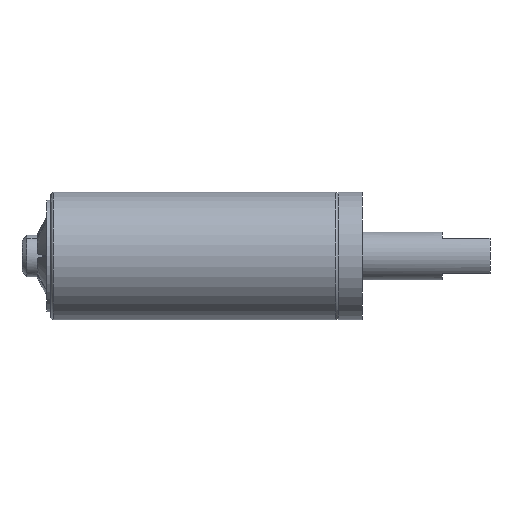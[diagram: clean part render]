
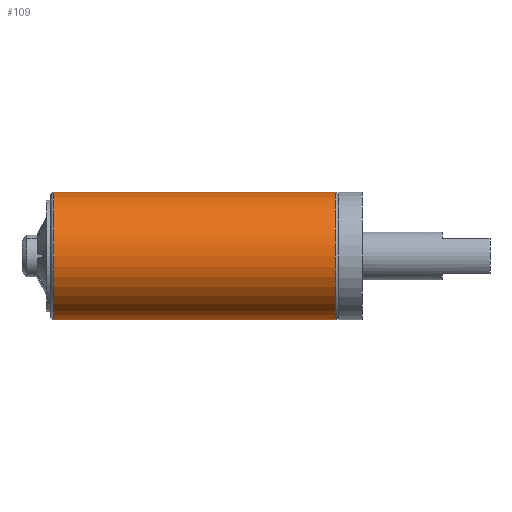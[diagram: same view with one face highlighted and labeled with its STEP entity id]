
A CAD part, front view. The second image highlights one B-rep face of the part: STEP entity #109.
In plain terms, the highlighted cylindrical face has radius 4 mm (diameter 8 mm), a partial arc.
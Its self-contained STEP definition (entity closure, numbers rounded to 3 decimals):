
#109=ADVANCED_FACE('',(#883),#882,.T.);
#882=CYLINDRICAL_SURFACE('',#2047,4.);
#883=FACE_OUTER_BOUND('',#2048,.T.);
#2044=CARTESIAN_POINT('',(0.,0.,0.));
#2045=DIRECTION('',(-1.,0.,0.));
#2046=DIRECTION('',(0.,1.,0.009));
#2047=AXIS2_PLACEMENT_3D('',#2044,#2045,#2046);
#2048=EDGE_LOOP('',(#3095,#3096,#3097,#3098));
#3095=ORIENTED_EDGE('',*,*,#3778,.F.);
#3096=ORIENTED_EDGE('',*,*,#3779,.F.);
#3097=ORIENTED_EDGE('',*,*,#3780,.F.);
#3098=ORIENTED_EDGE('',*,*,#3776,.F.);
#3776=EDGE_CURVE('',#5449,#5456,#5457,.T.);
#3778=EDGE_CURVE('',#5469,#5449,#5470,.T.);
#3779=EDGE_CURVE('',#5476,#5469,#5477,.T.);
#3780=EDGE_CURVE('',#5456,#5476,#5483,.T.);
#5449=VERTEX_POINT('',#7605);
#5456=VERTEX_POINT('',#7610);
#5457=LINE('',#7611,#7612);
#5469=VERTEX_POINT('',#7618);
#5470=CIRCLE('',#7622,4.);
#5476=VERTEX_POINT('',#7623);
#5477=LINE('',#7624,#7625);
#5483=CIRCLE('',#7630,4.);
#7605=CARTESIAN_POINT('',(-8.8,3.353,2.182));
#7610=CARTESIAN_POINT('',(8.8,3.353,2.182));
#7611=CARTESIAN_POINT('',(-8.8,3.353,2.182));
#7612=VECTOR('',#7613,17.6);
#7613=DIRECTION('',(1.,0.,0.));
#7618=CARTESIAN_POINT('',(-8.8,3.353,-2.182));
#7619=CARTESIAN_POINT('',(-8.8,0.,0.));
#7620=DIRECTION('',(-1.,0.,0.));
#7621=DIRECTION('',(0.,0.838,-0.545));
#7622=AXIS2_PLACEMENT_3D('',#7619,#7620,#7621);
#7623=CARTESIAN_POINT('',(8.8,3.353,-2.182));
#7624=CARTESIAN_POINT('',(8.8,3.353,-2.182));
#7625=VECTOR('',#7626,17.6);
#7626=DIRECTION('',(-1.,0.,0.));
#7627=CARTESIAN_POINT('',(8.8,0.,0.));
#7628=DIRECTION('',(1.,0.,0.));
#7629=DIRECTION('',(0.,0.838,0.545));
#7630=AXIS2_PLACEMENT_3D('',#7627,#7628,#7629);
